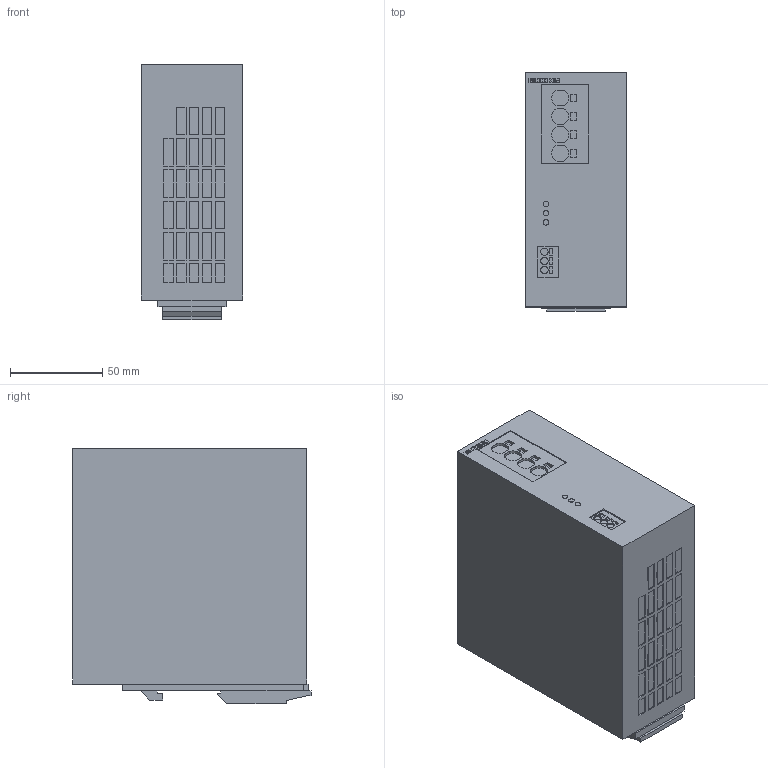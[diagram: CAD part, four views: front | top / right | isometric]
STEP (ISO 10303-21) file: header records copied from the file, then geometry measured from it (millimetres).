
FILE_DESCRIPTION (( 'STEP AP214' ), '1' );
FILE_NAME ('1000436.STEP', '2025-02-17T08:49:19', ( '' ), ( '' ), 'SwSTEP 2.0', 'SolidWorks 2022', '' );
FILE_SCHEMA (( 'AUTOMOTIVE_DESIGN' ));
Length unit declared in the file: millimetre
Products named in the file (1): 1000436
Bounding box: 55 x 129.3 x 138.6 mm (x, y, z)
Volume: 913510 mm3; surface area: 64621.6 mm2
Topology: 1 solids, 1 shells, 604 faces, 1532 edges, 1020 vertices
Faces by surface type: plane 578, cylinder 26
Entity records: 17870 total; most frequent: CARTESIAN_POINT 3157, ORIENTED_EDGE 3064, DIRECTION 2794, EDGE_CURVE 1532, LINE 1480, VECTOR 1480, VERTEX_POINT 1020, EDGE_LOOP 694
